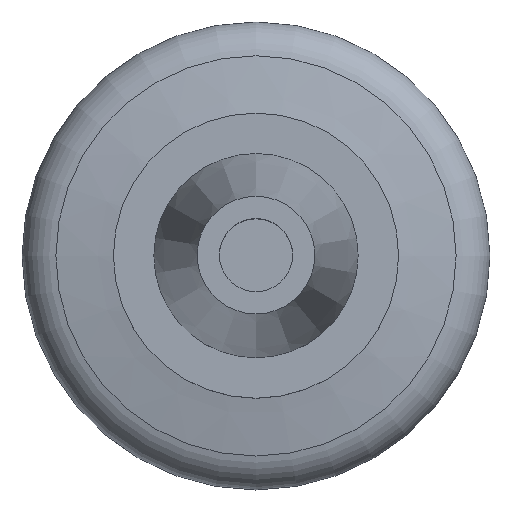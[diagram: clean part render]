
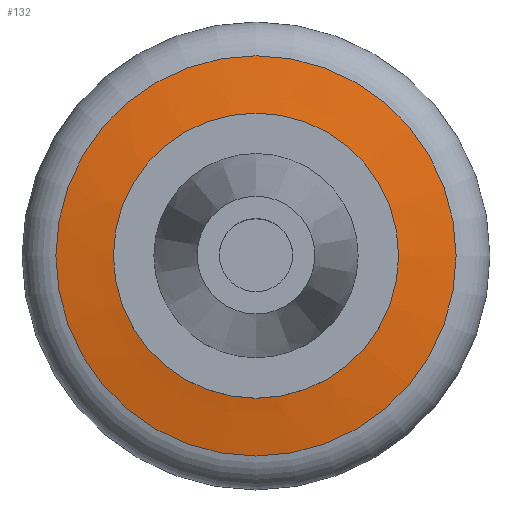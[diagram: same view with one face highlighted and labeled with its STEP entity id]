
A CAD part, top view. The second image highlights one B-rep face of the part: STEP entity #132.
In plain terms, the highlighted conical face has half-angle 80 degrees and reference radius 80 mm.
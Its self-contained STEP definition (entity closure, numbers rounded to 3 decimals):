
#87=CONICAL_SURFACE('',#490,80.,80.);
#132=ADVANCED_FACE('',(#187,#188),#87,.T.);
#187=FACE_BOUND('',#231,.T.);
#188=FACE_BOUND('',#232,.T.);
#231=EDGE_LOOP('',(#303));
#232=EDGE_LOOP('',(#304));
#303=ORIENTED_EDGE('',*,*,#394,.T.);
#304=ORIENTED_EDGE('',*,*,#367,.F.);
#333=VERTEX_POINT('',#665);
#354=VERTEX_POINT('',#724);
#367=EDGE_CURVE('',#333,#333,#409,.T.);
#394=EDGE_CURVE('',#354,#354,#414,.T.);
#409=CIRCLE('',#472,40.);
#414=CIRCLE('',#488,68.431);
#472=AXIS2_PLACEMENT_3D('',#664,#551,#552);
#488=AXIS2_PLACEMENT_3D('',#723,#605,#606);
#490=AXIS2_PLACEMENT_3D('',#726,#609,#610);
#551=DIRECTION('',(0.,0.,1.));
#552=DIRECTION('',(1.,0.,0.));
#605=DIRECTION('',(0.,0.,1.));
#606=DIRECTION('',(1.,0.,0.));
#609=DIRECTION('',(0.,0.,-1.));
#610=DIRECTION('',(-1.,0.,0.));
#664=CARTESIAN_POINT('',(0.,0.,-39.));
#665=CARTESIAN_POINT('',(40.,0.,-39.));
#723=CARTESIAN_POINT('',(0.,0.,-44.013));
#724=CARTESIAN_POINT('',(68.431,0.,-44.013));
#726=CARTESIAN_POINT('',(0.,0.,-46.053));
